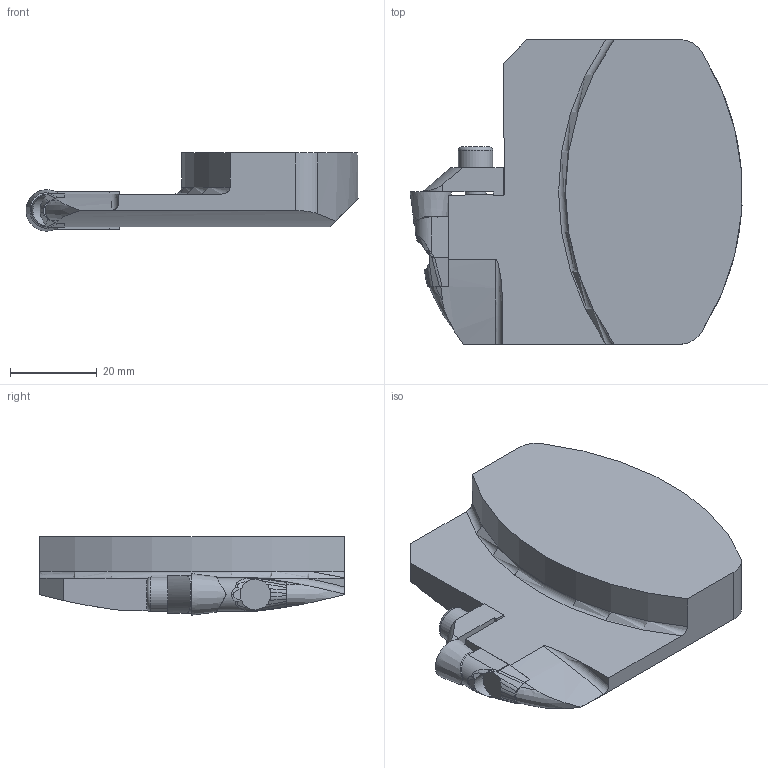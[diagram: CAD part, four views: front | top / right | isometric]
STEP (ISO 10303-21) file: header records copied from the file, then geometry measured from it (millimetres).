
FILE_DESCRIPTION(/* description */ (''),/* implementation_level */ '2;1');
FILE_NAME(/* name */ '1637567540792.stp',/* time_stamp */ '2021-11-22T13:22:36+06:00',/* author */ (''),/* organization */ ('SMS'),/* preprocessor_version */ 'ST-DEVELOPER v16.7',/* originating_system */ 'SIEMENS PLM Software NX 12.0',/* authorisation */ '');
FILE_SCHEMA (('AUTOMOTIVE_DESIGN { 1 0 10303 214 3 1 1 1 }'));
Length unit declared in the file: millimetre
Products named in the file (4): 203686281mod000_00; ASSEMBLY_CONSTRUCTION; 203654944mod000_01; 203654942mod000_01
Assembly tree (3 placements, depth 2):
  203654942mod000_01
    203654944mod000_01
    ASSEMBLY_CONSTRUCTION
    203686281mod000_00
Bounding box: 76.32 x 70 x 18 mm (x, y, z)
Volume: 50111.4 mm3; surface area: 12162.5 mm2
Topology: 2 solids, 3 shells, 90 faces, 241 edges, 165 vertices
Faces by surface type: plane 48, cylinder 25, bspline 9, revolution 3, torus 3, cone 2
Full cylindrical faces by diameter (mm): 4.826 x2, 7.9 x1
Entity records: 3356 total; most frequent: CARTESIAN_POINT 966, ORIENTED_EDGE 458, DIRECTION 457, EDGE_CURVE 229, AXIS2_PLACEMENT_3D 169, VERTEX_POINT 151, LINE 116, VECTOR 116
